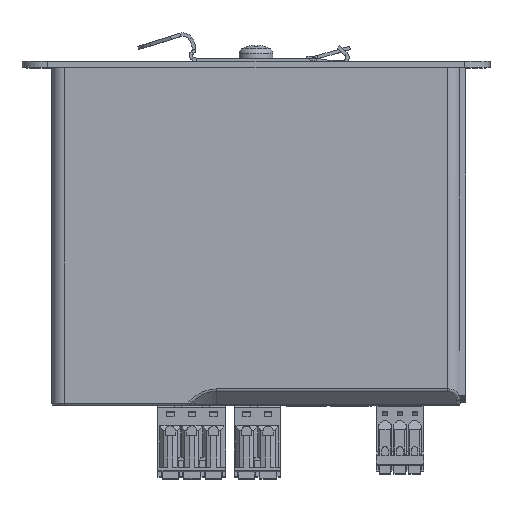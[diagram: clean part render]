
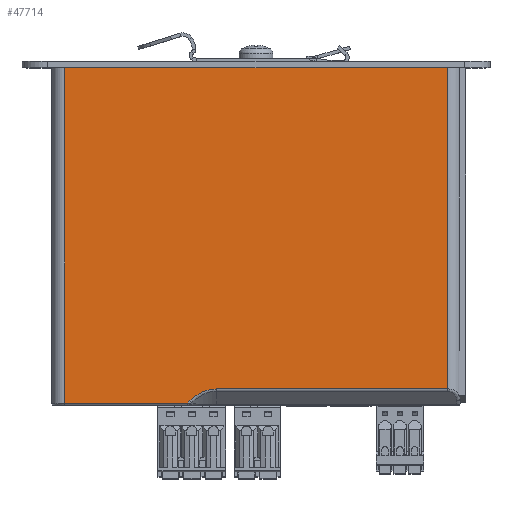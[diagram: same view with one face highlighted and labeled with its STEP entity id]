
A CAD part, top view. The second image highlights one B-rep face of the part: STEP entity #47714.
In plain terms, the highlighted planar face has unit normal (0, 0, 1).
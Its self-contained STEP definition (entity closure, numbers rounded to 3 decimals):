
#300=ELLIPSE('',#50468,15.274,10.8);
#1395=PLANE('',#50496);
#3718=FACE_OUTER_BOUND('',#6209,.T.);
#6209=EDGE_LOOP('',(#34594,#34595,#34596,#34597,#34598,#34599,#34600));
#9498=LINE('',#68554,#15075);
#9555=LINE('',#68734,#15132);
#9558=LINE('',#68781,#15135);
#9566=LINE('',#68978,#15143);
#9567=LINE('',#68981,#15144);
#9568=LINE('',#68982,#15145);
#15075=VECTOR('',#55380,10.);
#15132=VECTOR('',#55603,10.);
#15135=VECTOR('',#55624,10.);
#15143=VECTOR('',#55682,10.);
#15144=VECTOR('',#55685,10.);
#15145=VECTOR('',#55686,10.);
#20385=VERTEX_POINT('',#65448);
#21301=VERTEX_POINT('',#68552);
#21341=VERTEX_POINT('',#68733);
#21343=VERTEX_POINT('',#68774);
#21344=VERTEX_POINT('',#68776);
#21355=VERTEX_POINT('',#68976);
#21356=VERTEX_POINT('',#68980);
#26205=EDGE_CURVE('',#20385,#21301,#9498,.T.);
#26288=EDGE_CURVE('',#20385,#21341,#9555,.T.);
#26296=EDGE_CURVE('',#21344,#21343,#300,.T.);
#26298=EDGE_CURVE('',#21341,#21344,#9558,.T.);
#26325=EDGE_CURVE('',#21343,#21355,#9566,.T.);
#26326=EDGE_CURVE('',#21355,#21356,#9567,.T.);
#26327=EDGE_CURVE('',#21301,#21356,#9568,.T.);
#34594=ORIENTED_EDGE('',*,*,#26326,.F.);
#34595=ORIENTED_EDGE('',*,*,#26325,.F.);
#34596=ORIENTED_EDGE('',*,*,#26296,.F.);
#34597=ORIENTED_EDGE('',*,*,#26298,.F.);
#34598=ORIENTED_EDGE('',*,*,#26288,.F.);
#34599=ORIENTED_EDGE('',*,*,#26205,.T.);
#34600=ORIENTED_EDGE('',*,*,#26327,.T.);
#47714=ADVANCED_FACE('',(#3718),#1395,.T.);
#50468=AXIS2_PLACEMENT_3D('',#68778,#55618,#55619);
#50496=AXIS2_PLACEMENT_3D('',#68979,#55683,#55684);
#55380=DIRECTION('',(-1.,0.,0.));
#55603=DIRECTION('',(0.,-1.,0.));
#55618=DIRECTION('center_axis',(0.,0.,
1.));
#55619=DIRECTION('ref_axis',(0.,1.,0.));
#55624=DIRECTION('',(-1.,0.,0.));
#55682=DIRECTION('',(-0.707,-0.707,0.));
#55683=DIRECTION('center_axis',(0.,0.,
1.));
#55684=DIRECTION('ref_axis',(-1.,0.,0.));
#55685=DIRECTION('',(-1.,0.,0.));
#55686=DIRECTION('',(0.,-1.,0.));
#65448=CARTESIAN_POINT('',(43.713,56.475,13.134));
#68552=CARTESIAN_POINT('',(-46.287,56.475,13.134));
#68554=CARTESIAN_POINT('',(53.713,56.475,13.134));
#68733=CARTESIAN_POINT('',(43.713,-18.994,13.134));
#68734=CARTESIAN_POINT('',(43.713,-21.025,13.134));
#68774=CARTESIAN_POINT('',(-16.844,-21.797,13.134));
#68776=CARTESIAN_POINT('',(-10.608,-18.994,13.134));
#68778=CARTESIAN_POINT('Origin',(-10.608,-34.268,13.134));
#68781=CARTESIAN_POINT('',(45.213,-18.994,13.134));
#68976=CARTESIAN_POINT('',(-17.372,-22.325,13.134));
#68978=CARTESIAN_POINT('',(-0.567,-5.52,13.134));
#68979=CARTESIAN_POINT('Origin',(43.713,-21.025,13.134));
#68980=CARTESIAN_POINT('',(-46.287,-22.325,13.134));
#68981=CARTESIAN_POINT('',(21.213,-22.325,13.134));
#68982=CARTESIAN_POINT('',(-46.287,-21.025,13.134));
